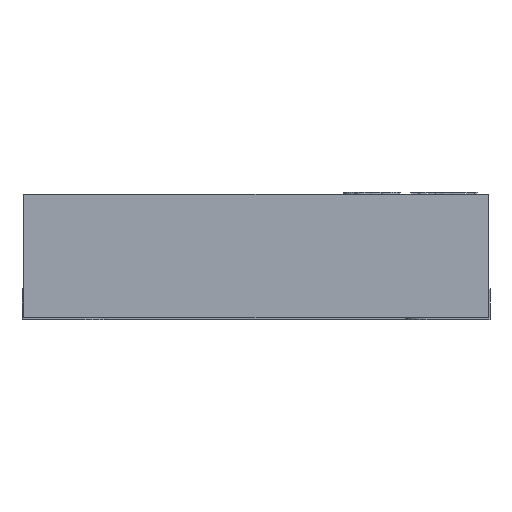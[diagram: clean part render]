
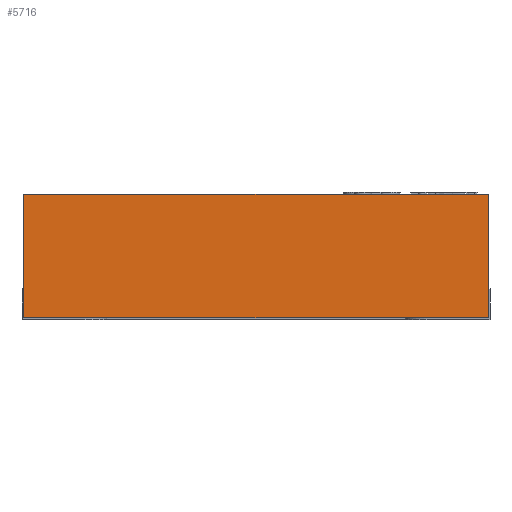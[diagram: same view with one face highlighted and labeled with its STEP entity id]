
A CAD part, front view. The second image highlights one B-rep face of the part: STEP entity #5716.
In plain terms, the highlighted planar face has unit normal (0, -1, 0).
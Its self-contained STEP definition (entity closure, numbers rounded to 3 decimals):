
#409 = EDGE_CURVE ( 'NONE', #14659, #1165, #11232, .T. ) ;
#1165 = VERTEX_POINT ( 'NONE', #12067 ) ;
#1386 = DIRECTION ( 'NONE',  ( 0., 0., -1. ) ) ;
#1599 = VECTOR ( 'NONE', #16127, 1000. ) ;
#1860 = EDGE_LOOP ( 'NONE', ( #2035, #6445, #9193, #5275 ) ) ;
#2035 = ORIENTED_EDGE ( 'NONE', *, *, #4646, .T. ) ;
#2712 = DIRECTION ( 'NONE',  ( 0., 1., 0. ) ) ;
#3698 = VERTEX_POINT ( 'NONE', #10626 ) ;
#4435 = LINE ( 'NONE', #7005, #9230 ) ;
#4646 = EDGE_CURVE ( 'NONE', #1165, #15830, #9480, .T. ) ;
#4766 = CARTESIAN_POINT ( 'NONE',  ( -1.5, -2., 0.81 ) ) ;
#5275 = ORIENTED_EDGE ( 'NONE', *, *, #409, .T. ) ;
#5716 = ADVANCED_FACE ( 'NONE', ( #13846 ), #11098, .F. ) ;
#6445 = ORIENTED_EDGE ( 'NONE', *, *, #9839, .F. ) ;
#7005 = CARTESIAN_POINT ( 'NONE',  ( 1.5, -2., 0.81 ) ) ;
#8300 = VECTOR ( 'NONE', #1386, 1000. ) ;
#8324 = CARTESIAN_POINT ( 'NONE',  ( -1.5, -2., 0.01 ) ) ;
#9193 = ORIENTED_EDGE ( 'NONE', *, *, #11917, .F. ) ;
#9230 = VECTOR ( 'NONE', #17002, 1000. ) ;
#9480 = LINE ( 'NONE', #8324, #16953 ) ;
#9839 = EDGE_CURVE ( 'NONE', #3698, #15830, #4435, .T. ) ;
#10533 = CARTESIAN_POINT ( 'NONE',  ( -1.5, -2., 0.81 ) ) ;
#10626 = CARTESIAN_POINT ( 'NONE',  ( 1.5, -2., 0.81 ) ) ;
#11098 = PLANE ( 'NONE',  #15648 ) ;
#11232 = LINE ( 'NONE', #13997, #8300 ) ;
#11472 = LINE ( 'NONE', #4766, #1599 ) ;
#11917 = EDGE_CURVE ( 'NONE', #14659, #3698, #11472, .T. ) ;
#12067 = CARTESIAN_POINT ( 'NONE',  ( -1.5, -2., 0.01 ) ) ;
#12119 = DIRECTION ( 'NONE',  ( 1., 0., 0. ) ) ;
#13846 = FACE_OUTER_BOUND ( 'NONE', #1860, .T. ) ;
#13997 = CARTESIAN_POINT ( 'NONE',  ( -1.5, -2., 0.81 ) ) ;
#14659 = VERTEX_POINT ( 'NONE', #10533 ) ;
#15311 = CARTESIAN_POINT ( 'NONE',  ( -1.5, -2., 0.81 ) ) ;
#15648 = AXIS2_PLACEMENT_3D ( 'NONE', #15311, #2712, #16686 ) ;
#15768 = CARTESIAN_POINT ( 'NONE',  ( 1.5, -2., 0.01 ) ) ;
#15830 = VERTEX_POINT ( 'NONE', #15768 ) ;
#16127 = DIRECTION ( 'NONE',  ( 1., 0., 0. ) ) ;
#16686 = DIRECTION ( 'NONE',  ( 0., 0., 1. ) ) ;
#16953 = VECTOR ( 'NONE', #12119, 1000. ) ;
#17002 = DIRECTION ( 'NONE',  ( 0., 0., -1. ) ) ;
